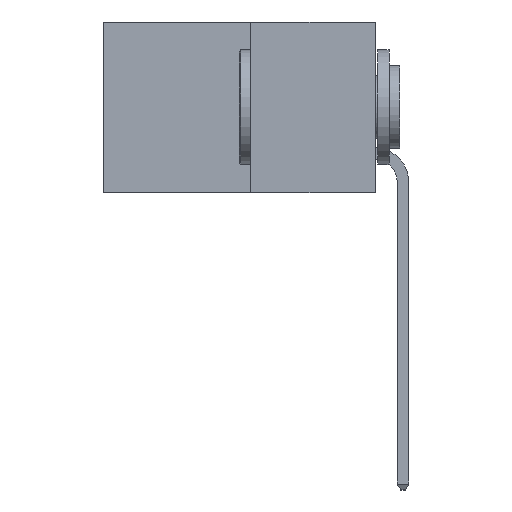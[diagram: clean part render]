
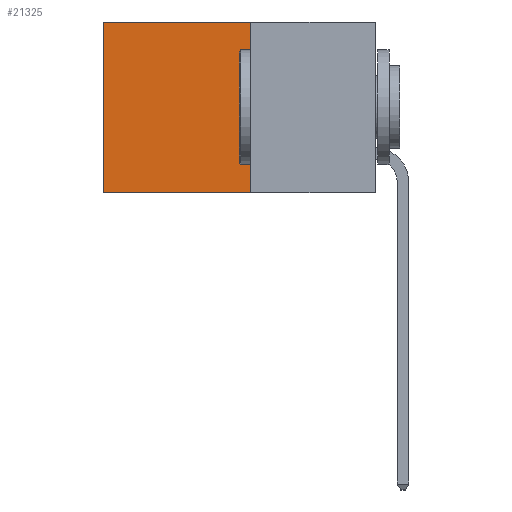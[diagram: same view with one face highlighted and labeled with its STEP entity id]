
A CAD part, left-side view. The second image highlights one B-rep face of the part: STEP entity #21325.
In plain terms, the highlighted planar face has unit normal (-1, 0, 0).
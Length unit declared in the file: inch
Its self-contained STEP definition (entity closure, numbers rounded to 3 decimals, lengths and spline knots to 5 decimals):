
#118 = DIRECTION ( 'NONE',  ( 0., 0., -1. ) ) ;
#313 = VERTEX_POINT ( 'NONE', #15110 ) ;
#1674 = VERTEX_POINT ( 'NONE', #5602 ) ;
#2672 = VERTEX_POINT ( 'NONE', #6213 ) ;
#5602 = CARTESIAN_POINT ( 'NONE',  ( 0.277, 0.27, -0.37 ) ) ;
#5728 = AXIS2_PLACEMENT_3D ( 'NONE', #12891, #15446, #118 ) ;
#6213 = CARTESIAN_POINT ( 'NONE',  ( 0.277, 0.59, -0.37 ) ) ;
#7285 = CARTESIAN_POINT ( 'NONE',  ( 0.277, 0.27, 0. ) ) ;
#10315 = PLANE ( 'NONE',  #5728 ) ;
#11332 = LINE ( 'NONE', #23905, #17316 ) ;
#12891 = CARTESIAN_POINT ( 'NONE',  ( 0.277, 0.27, -0.37 ) ) ;
#13195 = LINE ( 'NONE', #21052, #25931 ) ;
#13499 = CARTESIAN_POINT ( 'NONE',  ( 0.277, 0.27, -0.37 ) ) ;
#14291 = ORIENTED_EDGE ( 'NONE', *, *, #30060, .T. ) ;
#14365 = LINE ( 'NONE', #7285, #27930 ) ;
#15110 = CARTESIAN_POINT ( 'NONE',  ( 0.277, 0.27, 0. ) ) ;
#15446 = DIRECTION ( 'NONE',  ( 1., 0., 0. ) ) ;
#17316 = VECTOR ( 'NONE', #31609, 39.37008 ) ;
#17562 = ORIENTED_EDGE ( 'NONE', *, *, #19401, .F. ) ;
#19392 = EDGE_CURVE ( 'NONE', #27086, #2672, #13195, .T. ) ;
#19401 = EDGE_CURVE ( 'NONE', #313, #1674, #25120, .T. ) ;
#21052 = CARTESIAN_POINT ( 'NONE',  ( 0.277, 0.59, -0.37 ) ) ;
#21325 = ADVANCED_FACE ( 'NONE', ( #25381 ), #10315, .F. ) ;
#23905 = CARTESIAN_POINT ( 'NONE',  ( 0.277, 0.27, -0.37 ) ) ;
#24306 = EDGE_CURVE ( 'NONE', #1674, #2672, #11332, .T. ) ;
#25120 = LINE ( 'NONE', #13499, #31894 ) ;
#25122 = DIRECTION ( 'NONE',  ( 0., 1., 0. ) ) ;
#25381 = FACE_OUTER_BOUND ( 'NONE', #32999, .T. ) ;
#25931 = VECTOR ( 'NONE', #31219, 39.37008 ) ;
#26178 = DIRECTION ( 'NONE',  ( 0., 0., -1. ) ) ;
#26545 = CARTESIAN_POINT ( 'NONE',  ( 0.277, 0.59, 0. ) ) ;
#27086 = VERTEX_POINT ( 'NONE', #26545 ) ;
#27930 = VECTOR ( 'NONE', #25122, 39.37008 ) ;
#30060 = EDGE_CURVE ( 'NONE', #313, #27086, #14365, .T. ) ;
#31204 = ORIENTED_EDGE ( 'NONE', *, *, #19392, .T. ) ;
#31219 = DIRECTION ( 'NONE',  ( 0., 0., -1. ) ) ;
#31522 = ORIENTED_EDGE ( 'NONE', *, *, #24306, .F. ) ;
#31609 = DIRECTION ( 'NONE',  ( 0., 1., 0. ) ) ;
#31894 = VECTOR ( 'NONE', #26178, 39.37008 ) ;
#32999 = EDGE_LOOP ( 'NONE', ( #31204, #31522, #17562, #14291 ) ) ;
